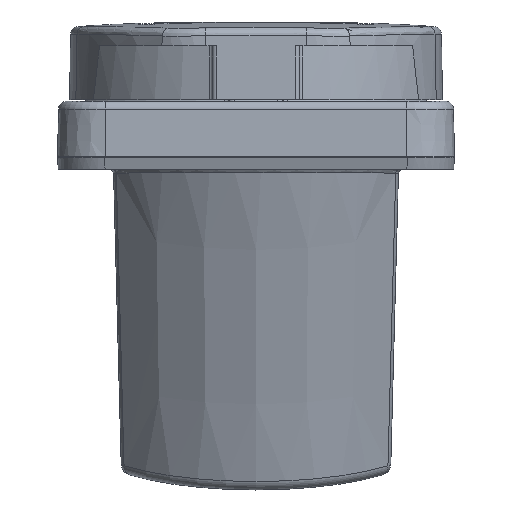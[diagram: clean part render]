
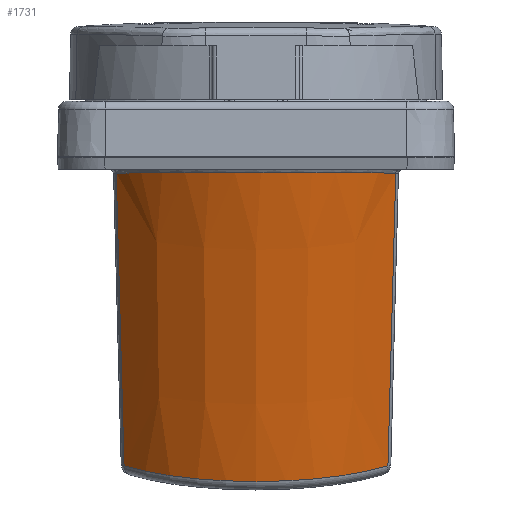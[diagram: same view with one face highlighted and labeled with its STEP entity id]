
A CAD part, front view. The second image highlights one B-rep face of the part: STEP entity #1731.
In plain terms, the highlighted conical face has half-angle 1.5 degrees and reference radius 23 mm.
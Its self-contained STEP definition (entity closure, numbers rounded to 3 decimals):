
#1693 = EDGE_CURVE ( 'NONE', #10351, #6998, #13302, .T. ) ;
#1731 = ADVANCED_FACE ( 'NONE', ( #13284 ), #13502, .T. ) ;
#2086 = EDGE_LOOP ( 'NONE', ( #12195, #16908, #13893, #15740 ) ) ;
#2715 = B_SPLINE_CURVE_WITH_KNOTS ( 'NONE', 3,
 ( #11224, #11243, #11140, #11091, #11072, #11021, #10984, #10957, #10918, #10900, #10859, #10836, #10796, #10777, #10741, #10720, #10686, #10668, #10637, #10617, #10561, #10528, #10489, #10475, #10457, #10438, #10418, #10391, #10335, #10316, #10296, #10279, #10256, #10221, #10197, #10156, #10137 ),
 .UNSPECIFIED., .F., .F.,
 ( 4, 2, 2, 2, 2, 2, 2, 2, 2, 2, 2, 1, 2, 2, 2, 2, 2, 2, 4 ),
 ( 0., 0.003, 0.005, 0.008, 0.01, 0.013, 0.014, 0.015, 0.02, 0.022, 0.023, 0.026, 0.028, 0.029, 0.031, 0.036, 0.037, 0.038, 0.041 ),
 .UNSPECIFIED. ) ;
#3328 = VERTEX_POINT ( 'NONE', #9047 ) ;
#3678 = VERTEX_POINT ( 'NONE', #5255 ) ;
#3721 = DIRECTION ( 'NONE',  ( 0., 0.966, 0.259 ) ) ;
#3737 = DIRECTION ( 'NONE',  ( 0., -0.259, 0.966 ) ) ;
#3919 = CARTESIAN_POINT ( 'NONE',  ( -0.003, 0.705, 8.703 ) ) ;
#4335 = DIRECTION ( 'NONE',  ( 0., 0.966, 0.259 ) ) ;
#4339 = DIRECTION ( 'NONE',  ( 0., -0.259, 0.966 ) ) ;
#4362 = CARTESIAN_POINT ( 'NONE',  ( -0.003, 11.323, -30.923 ) ) ;
#5255 = CARTESIAN_POINT ( 'NONE',  ( -17.609, -12.776, 2.265 ) ) ;
#6998 = VERTEX_POINT ( 'NONE', #14046 ) ;
#9047 = CARTESIAN_POINT ( 'NONE',  ( 17.604, -12.776, 2.265 ) ) ;
#9434 = EDGE_CURVE ( 'NONE', #3328, #3678, #2715, .T. ) ;
#9452 = B_SPLINE_CURVE_WITH_KNOTS ( 'NONE', 3,
 ( #15072, #14715, #14536, #14486, #14426, #14370, #14307, #14248, #14115, #14068 ),
 .UNSPECIFIED., .F., .F.,
 ( 4, 3, 3, 4 ),
 ( 0., 0.003, 0.015, 0.038 ),
 .UNSPECIFIED. ) ;
#10137 = CARTESIAN_POINT ( 'NONE',  ( -17.609, -12.776, 2.265 ) ) ;
#10156 = CARTESIAN_POINT ( 'NONE',  ( -17.079, -13.442, 2.269 ) ) ;
#10197 = CARTESIAN_POINT ( 'NONE',  ( -16.516, -14.076, 2.273 ) ) ;
#10221 = CARTESIAN_POINT ( 'NONE',  ( -15.621, -14.979, 2.279 ) ) ;
#10256 = CARTESIAN_POINT ( 'NONE',  ( -15.314, -15.272, 2.281 ) ) ;
#10279 = CARTESIAN_POINT ( 'NONE',  ( -14.684, -15.842, 2.285 ) ) ;
#10296 = CARTESIAN_POINT ( 'NONE',  ( -14.36, -16.119, 2.286 ) ) ;
#10316 = CARTESIAN_POINT ( 'NONE',  ( -12.712, -17.451, 2.295 ) ) ;
#10335 = CARTESIAN_POINT ( 'NONE',  ( -11.297, -18.356, 2.301 ) ) ;
#10351 = VERTEX_POINT ( 'NONE', #14989 ) ;
#10391 = CARTESIAN_POINT ( 'NONE',  ( -9.405, -19.287, 2.307 ) ) ;
#10418 = CARTESIAN_POINT ( 'NONE',  ( -9.02, -19.463, 2.308 ) ) ;
#10438 = CARTESIAN_POINT ( 'NONE',  ( -8.238, -19.794, 2.31 ) ) ;
#10457 = CARTESIAN_POINT ( 'NONE',  ( -7.841, -19.949, 2.311 ) ) ;
#10475 = CARTESIAN_POINT ( 'NONE',  ( -6.645, -20.376, 2.314 ) ) ;
#10489 = CARTESIAN_POINT ( 'NONE',  ( -5.03, -20.852, 2.317 ) ) ;
#10528 = CARTESIAN_POINT ( 'NONE',  ( -3.374, -21.141, 2.319 ) ) ;
#10561 = CARTESIAN_POINT ( 'NONE',  ( -2.117, -21.286, 2.32 ) ) ;
#10617 = CARTESIAN_POINT ( 'NONE',  ( -1.696, -21.323, 2.32 ) ) ;
#10637 = CARTESIAN_POINT ( 'NONE',  ( -0.847, -21.372, 2.32 ) ) ;
#10668 = CARTESIAN_POINT ( 'NONE',  ( -0.421, -21.384, 2.32 ) ) ;
#10686 = CARTESIAN_POINT ( 'NONE',  ( 1.693, -21.384, 2.32 ) ) ;
#10720 = CARTESIAN_POINT ( 'NONE',  ( 3.361, -21.191, 2.319 ) ) ;
#10741 = CARTESIAN_POINT ( 'NONE',  ( 5.414, -20.712, 2.316 ) ) ;
#10777 = CARTESIAN_POINT ( 'NONE',  ( 5.823, -20.604, 2.315 ) ) ;
#10796 = CARTESIAN_POINT ( 'NONE',  ( 6.638, -20.364, 2.314 ) ) ;
#10836 = CARTESIAN_POINT ( 'NONE',  ( 7.043, -20.232, 2.313 ) ) ;
#10859 = CARTESIAN_POINT ( 'NONE',  ( 8.238, -19.804, 2.31 ) ) ;
#10900 = CARTESIAN_POINT ( 'NONE',  ( 9.013, -19.476, 2.308 ) ) ;
#10918 = CARTESIAN_POINT ( 'NONE',  ( 10.52, -18.736, 2.303 ) ) ;
#10957 = CARTESIAN_POINT ( 'NONE',  ( 11.252, -18.324, 2.301 ) ) ;
#10984 = CARTESIAN_POINT ( 'NONE',  ( 12.673, -17.417, 2.295 ) ) ;
#11021 = CARTESIAN_POINT ( 'NONE',  ( 13.366, -16.918, 2.291 ) ) ;
#11072 = CARTESIAN_POINT ( 'NONE',  ( 14.686, -15.851, 2.285 ) ) ;
#11091 = CARTESIAN_POINT ( 'NONE',  ( 15.314, -15.283, 2.281 ) ) ;
#11140 = CARTESIAN_POINT ( 'NONE',  ( 16.507, -14.079, 2.273 ) ) ;
#11224 = CARTESIAN_POINT ( 'NONE',  ( 17.604, -12.776, 2.265 ) ) ;
#11243 = CARTESIAN_POINT ( 'NONE',  ( 17.074, -13.442, 2.269 ) ) ;
#11364 = EDGE_CURVE ( 'NONE', #3678, #10351, #13762, .T. ) ;
#12195 = ORIENTED_EDGE ( 'NONE', *, *, #13950, .T. ) ;
#13284 = FACE_OUTER_BOUND ( 'NONE', #2086, .T. ) ;
#13302 = CIRCLE ( 'NONE', #17032, 21.926 ) ;
#13502 = CONICAL_SURFACE ( 'NONE', #15237, 23., 0.026 ) ;
#13762 = B_SPLINE_CURVE_WITH_KNOTS ( 'NONE', 3,
 ( #15803, #15842, #15549, #15501, #15469, #15439, #15403, #15376, #15342, #15321 ),
 .UNSPECIFIED., .F., .F.,
 ( 4, 3, 3, 4 ),
 ( 0.001, 0.003, 0.015, 0.039 ),
 .UNSPECIFIED. ) ;
#13893 = ORIENTED_EDGE ( 'NONE', *, *, #11364, .T. ) ;
#13950 = EDGE_CURVE ( 'NONE', #6998, #3328, #9452, .T. ) ;
#14046 = CARTESIAN_POINT ( 'NONE',  ( 16.624, -2.484, -34.623 ) ) ;
#14068 = CARTESIAN_POINT ( 'NONE',  ( 17.604, -12.776, 2.265 ) ) ;
#14115 = CARTESIAN_POINT ( 'NONE',  ( 17.405, -10.689, -5.217 ) ) ;
#14248 = CARTESIAN_POINT ( 'NONE',  ( 17.206, -8.602, -12.698 ) ) ;
#14307 = CARTESIAN_POINT ( 'NONE',  ( 17.007, -6.514, -20.18 ) ) ;
#14370 = CARTESIAN_POINT ( 'NONE',  ( 16.905, -5.44, -24.031 ) ) ;
#14426 = CARTESIAN_POINT ( 'NONE',  ( 16.803, -4.365, -27.883 ) ) ;
#14486 = CARTESIAN_POINT ( 'NONE',  ( 16.7, -3.29, -31.734 ) ) ;
#14536 = CARTESIAN_POINT ( 'NONE',  ( 16.675, -3.021, -32.697 ) ) ;
#14715 = CARTESIAN_POINT ( 'NONE',  ( 16.649, -2.752, -33.66 ) ) ;
#14989 = CARTESIAN_POINT ( 'NONE',  ( -16.629, -2.484, -34.623 ) ) ;
#15072 = CARTESIAN_POINT ( 'NONE',  ( 16.624, -2.484, -34.623 ) ) ;
#15237 = AXIS2_PLACEMENT_3D ( 'NONE', #3919, #3737, #3721 ) ;
#15321 = CARTESIAN_POINT ( 'NONE',  ( -16.629, -2.484, -34.623 ) ) ;
#15342 = CARTESIAN_POINT ( 'NONE',  ( -16.832, -4.617, -26.98 ) ) ;
#15376 = CARTESIAN_POINT ( 'NONE',  ( -17.035, -6.75, -19.337 ) ) ;
#15403 = CARTESIAN_POINT ( 'NONE',  ( -17.238, -8.882, -11.694 ) ) ;
#15439 = CARTESIAN_POINT ( 'NONE',  ( -17.341, -9.956, -7.842 ) ) ;
#15469 = CARTESIAN_POINT ( 'NONE',  ( -17.443, -11.031, -3.99 ) ) ;
#15501 = CARTESIAN_POINT ( 'NONE',  ( -17.545, -12.105, -0.139 ) ) ;
#15549 = CARTESIAN_POINT ( 'NONE',  ( -17.567, -12.329, 0.662 ) ) ;
#15740 = ORIENTED_EDGE ( 'NONE', *, *, #1693, .T. ) ;
#15803 = CARTESIAN_POINT ( 'NONE',  ( -17.609, -12.776, 2.265 ) ) ;
#15842 = CARTESIAN_POINT ( 'NONE',  ( -17.588, -12.552, 1.463 ) ) ;
#16908 = ORIENTED_EDGE ( 'NONE', *, *, #9434, .T. ) ;
#17032 = AXIS2_PLACEMENT_3D ( 'NONE', #4362, #4339, #4335 ) ;
